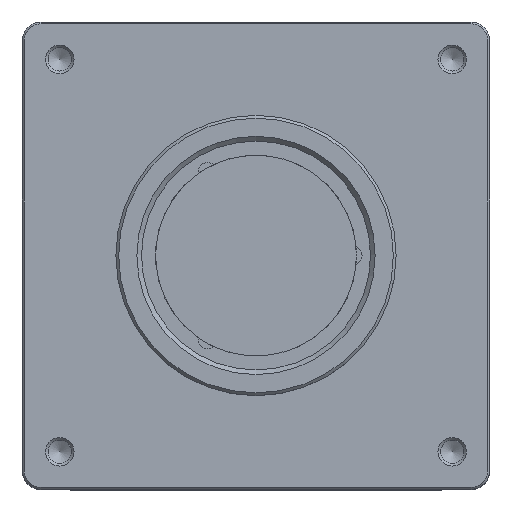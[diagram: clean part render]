
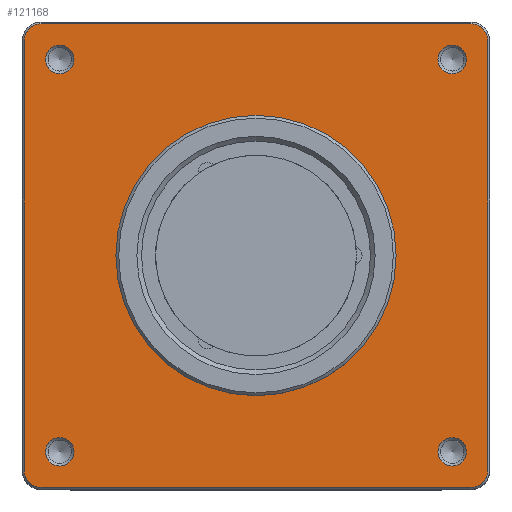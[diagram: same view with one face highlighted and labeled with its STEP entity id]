
A CAD part, top view. The second image highlights one B-rep face of the part: STEP entity #121168.
In plain terms, the highlighted planar face has unit normal (0, 0, 1).
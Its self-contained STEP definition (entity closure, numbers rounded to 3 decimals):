
#1280 = AXIS2_PLACEMENT_3D ( 'NONE', #133892, #28497, #81114 ) ;
#3255 = DIRECTION ( 'NONE',  ( 0., 0., 1. ) ) ;
#3309 = DIRECTION ( 'NONE',  ( 0., 0., 1. ) ) ;
#4768 = CARTESIAN_POINT ( 'NONE',  ( 24.8, 23., 10. ) ) ;
#5009 = EDGE_CURVE ( 'NONE', #9033, #9033, #135822, .T. ) ;
#5718 = CIRCLE ( 'NONE', #42121, 1.8 ) ;
#7323 = ORIENTED_EDGE ( 'NONE', *, *, #105496, .T. ) ;
#8970 = VERTEX_POINT ( 'NONE', #72608 ) ;
#9033 = VERTEX_POINT ( 'NONE', #44401 ) ;
#10266 = EDGE_CURVE ( 'NONE', #87533, #98441, #44165, .T. ) ;
#10714 = DIRECTION ( 'NONE',  ( 1., 0., 0. ) ) ;
#16943 = VERTEX_POINT ( 'NONE', #60298 ) ;
#16963 = DIRECTION ( 'NONE',  ( 1., 0., 0. ) ) ;
#20247 = PLANE ( 'NONE',  #136307 ) ;
#20948 = CARTESIAN_POINT ( 'NONE',  ( 23., 23., 10. ) ) ;
#23823 = VECTOR ( 'NONE', #127818, 1000. ) ;
#25127 = DIRECTION ( 'NONE',  ( 0., 0., 1. ) ) ;
#25822 = CARTESIAN_POINT ( 'NONE',  ( 0., 0., 10. ) ) ;
#28497 = DIRECTION ( 'NONE',  ( 0., 0., 1. ) ) ;
#30266 = CARTESIAN_POINT ( 'NONE',  ( 23., 24.8, 10. ) ) ;
#31314 = VECTOR ( 'NONE', #95930, 1000. ) ;
#31897 = EDGE_LOOP ( 'NONE', ( #62040 ) ) ;
#34289 = AXIS2_PLACEMENT_3D ( 'NONE', #37638, #136598, #61771 ) ;
#37111 = ORIENTED_EDGE ( 'NONE', *, *, #58662, .T. ) ;
#37543 = DIRECTION ( 'NONE',  ( 0., 1., 0. ) ) ;
#37638 = CARTESIAN_POINT ( 'NONE',  ( -21., 21., 10. ) ) ;
#38168 = DIRECTION ( 'NONE',  ( -1., 0., 0. ) ) ;
#41308 = ORIENTED_EDGE ( 'NONE', *, *, #105777, .T. ) ;
#42121 = AXIS2_PLACEMENT_3D ( 'NONE', #98436, #87670, #78407 ) ;
#43726 = FACE_BOUND ( 'NONE', #49022, .T. ) ;
#44165 = LINE ( 'NONE', #54114, #103441 ) ;
#44308 = EDGE_CURVE ( 'NONE', #118350, #58504, #70418, .T. ) ;
#44401 = CARTESIAN_POINT ( 'NONE',  ( -19.475, -21., 10. ) ) ;
#45724 = ORIENTED_EDGE ( 'NONE', *, *, #59332, .T. ) ;
#46130 = DIRECTION ( 'NONE',  ( 0., 0., 1. ) ) ;
#47296 = CIRCLE ( 'NONE', #51799, 15. ) ;
#49022 = EDGE_LOOP ( 'NONE', ( #119471 ) ) ;
#51799 = AXIS2_PLACEMENT_3D ( 'NONE', #25822, #25127, #79156 ) ;
#52988 = DIRECTION ( 'NONE',  ( 0., 0., -1. ) ) ;
#53129 = EDGE_CURVE ( 'NONE', #16943, #16943, #90277, .T. ) ;
#53206 = CIRCLE ( 'NONE', #123704, 1.8 ) ;
#53672 = ORIENTED_EDGE ( 'NONE', *, *, #110750, .F. ) ;
#53891 = CARTESIAN_POINT ( 'NONE',  ( -24.8, 23., 10. ) ) ;
#54114 = CARTESIAN_POINT ( 'NONE',  ( 23., -24.8, 10. ) ) ;
#54667 = DIRECTION ( 'NONE',  ( 1., 0., 0. ) ) ;
#55004 = CIRCLE ( 'NONE', #34289, 1.525 ) ;
#58504 = VERTEX_POINT ( 'NONE', #137253 ) ;
#58662 = EDGE_CURVE ( 'NONE', #68259, #87533, #53206, .T. ) ;
#58748 = LINE ( 'NONE', #30266, #23823 ) ;
#59332 = EDGE_CURVE ( 'NONE', #58504, #8970, #58748, .T. ) ;
#60298 = CARTESIAN_POINT ( 'NONE',  ( 22.525, 21., 10. ) ) ;
#61771 = DIRECTION ( 'NONE',  ( 1., 0., 0. ) ) ;
#62040 = ORIENTED_EDGE ( 'NONE', *, *, #53129, .F. ) ;
#63181 = CIRCLE ( 'NONE', #126949, 1.8 ) ;
#63635 = DIRECTION ( 'NONE',  ( -1., 0., 0. ) ) ;
#63688 = VERTEX_POINT ( 'NONE', #93647 ) ;
#66988 = ORIENTED_EDGE ( 'NONE', *, *, #79050, .T. ) ;
#67482 = CARTESIAN_POINT ( 'NONE',  ( -21., -21., 10. ) ) ;
#68259 = VERTEX_POINT ( 'NONE', #96912 ) ;
#68628 = ORIENTED_EDGE ( 'NONE', *, *, #132670, .T. ) ;
#68999 = VERTEX_POINT ( 'NONE', #139659 ) ;
#70418 = CIRCLE ( 'NONE', #77242, 1.8 ) ;
#72608 = CARTESIAN_POINT ( 'NONE',  ( -23., 24.8, 10. ) ) ;
#74513 = DIRECTION ( 'NONE',  ( 0., 0., 1. ) ) ;
#75708 = FACE_BOUND ( 'NONE', #123295, .T. ) ;
#76027 = CARTESIAN_POINT ( 'NONE',  ( -24.8, 23., 10. ) ) ;
#77242 = AXIS2_PLACEMENT_3D ( 'NONE', #130080, #74513, #98018 ) ;
#77300 = CARTESIAN_POINT ( 'NONE',  ( -19.475, 21., 10. ) ) ;
#78407 = DIRECTION ( 'NONE',  ( -1., 0., 0. ) ) ;
#78968 = ORIENTED_EDGE ( 'NONE', *, *, #103970, .F. ) ;
#79050 = EDGE_CURVE ( 'NONE', #8970, #98880, #5718, .T. ) ;
#79156 = DIRECTION ( 'NONE',  ( -1., 0., 0. ) ) ;
#81114 = DIRECTION ( 'NONE',  ( 1., 0., 0. ) ) ;
#82147 = EDGE_LOOP ( 'NONE', ( #78968 ) ) ;
#87099 = VERTEX_POINT ( 'NONE', #132006 ) ;
#87533 = VERTEX_POINT ( 'NONE', #116348 ) ;
#87670 = DIRECTION ( 'NONE',  ( 0., 0., 1. ) ) ;
#89939 = EDGE_CURVE ( 'NONE', #131466, #131466, #55004, .T. ) ;
#90277 = CIRCLE ( 'NONE', #92652, 1.525 ) ;
#92652 = AXIS2_PLACEMENT_3D ( 'NONE', #100970, #46130, #54667 ) ;
#93647 = CARTESIAN_POINT ( 'NONE',  ( 22.525, -21., 10. ) ) ;
#95930 = DIRECTION ( 'NONE',  ( 0., -1., 0. ) ) ;
#96912 = CARTESIAN_POINT ( 'NONE',  ( -24.8, -23., 10. ) ) ;
#98018 = DIRECTION ( 'NONE',  ( -1., 0., 0. ) ) ;
#98436 = CARTESIAN_POINT ( 'NONE',  ( -23., 23., 10. ) ) ;
#98441 = VERTEX_POINT ( 'NONE', #114205 ) ;
#98880 = VERTEX_POINT ( 'NONE', #76027 ) ;
#100118 = DIRECTION ( 'NONE',  ( -1., 0., 0. ) ) ;
#100970 = CARTESIAN_POINT ( 'NONE',  ( 21., 21., 10. ) ) ;
#101442 = CIRCLE ( 'NONE', #1280, 1.525 ) ;
#101538 = VECTOR ( 'NONE', #37543, 1000. ) ;
#103441 = VECTOR ( 'NONE', #10714, 1000. ) ;
#103970 = EDGE_CURVE ( 'NONE', #63688, #63688, #101442, .T. ) ;
#105496 = EDGE_CURVE ( 'NONE', #98880, #68259, #116590, .T. ) ;
#105777 = EDGE_CURVE ( 'NONE', #98441, #68999, #63181, .T. ) ;
#108457 = AXIS2_PLACEMENT_3D ( 'NONE', #67482, #110929, #16963 ) ;
#110750 = EDGE_CURVE ( 'NONE', #87099, #87099, #47296, .T. ) ;
#110929 = DIRECTION ( 'NONE',  ( 0., 0., 1. ) ) ;
#114205 = CARTESIAN_POINT ( 'NONE',  ( 23., -24.8, 10. ) ) ;
#116348 = CARTESIAN_POINT ( 'NONE',  ( -23., -24.8, 10. ) ) ;
#116590 = LINE ( 'NONE', #53891, #31314 ) ;
#117749 = FACE_BOUND ( 'NONE', #134303, .T. ) ;
#118350 = VERTEX_POINT ( 'NONE', #131929 ) ;
#119471 = ORIENTED_EDGE ( 'NONE', *, *, #5009, .F. ) ;
#121168 = ADVANCED_FACE ( 'NONE', ( #75708, #131243, #139173, #43726, #129154, #117749 ), #20247, .F. ) ;
#122170 = EDGE_LOOP ( 'NONE', ( #37111, #131996, #41308, #68628, #140687, #45724, #66988, #7323 ) ) ;
#123295 = EDGE_LOOP ( 'NONE', ( #129895 ) ) ;
#123529 = CARTESIAN_POINT ( 'NONE',  ( -23., -23., 10. ) ) ;
#123704 = AXIS2_PLACEMENT_3D ( 'NONE', #123529, #3255, #100118 ) ;
#125727 = CARTESIAN_POINT ( 'NONE',  ( 23., -23., 10. ) ) ;
#126949 = AXIS2_PLACEMENT_3D ( 'NONE', #125727, #3309, #38168 ) ;
#127818 = DIRECTION ( 'NONE',  ( -1., 0., 0. ) ) ;
#129154 = FACE_OUTER_BOUND ( 'NONE', #122170, .T. ) ;
#129895 = ORIENTED_EDGE ( 'NONE', *, *, #89939, .F. ) ;
#130080 = CARTESIAN_POINT ( 'NONE',  ( 23., 23., 10. ) ) ;
#131243 = FACE_BOUND ( 'NONE', #31897, .T. ) ;
#131466 = VERTEX_POINT ( 'NONE', #77300 ) ;
#131929 = CARTESIAN_POINT ( 'NONE',  ( 24.8, 23., 10. ) ) ;
#131996 = ORIENTED_EDGE ( 'NONE', *, *, #10266, .T. ) ;
#132006 = CARTESIAN_POINT ( 'NONE',  ( -15., 0., 10. ) ) ;
#132262 = LINE ( 'NONE', #4768, #101538 ) ;
#132670 = EDGE_CURVE ( 'NONE', #68999, #118350, #132262, .T. ) ;
#133892 = CARTESIAN_POINT ( 'NONE',  ( 21., -21., 10. ) ) ;
#134303 = EDGE_LOOP ( 'NONE', ( #53672 ) ) ;
#135822 = CIRCLE ( 'NONE', #108457, 1.525 ) ;
#136307 = AXIS2_PLACEMENT_3D ( 'NONE', #20948, #52988, #63635 ) ;
#136598 = DIRECTION ( 'NONE',  ( 0., 0., 1. ) ) ;
#137253 = CARTESIAN_POINT ( 'NONE',  ( 23., 24.8, 10. ) ) ;
#139173 = FACE_BOUND ( 'NONE', #82147, .T. ) ;
#139659 = CARTESIAN_POINT ( 'NONE',  ( 24.8, -23., 10. ) ) ;
#140687 = ORIENTED_EDGE ( 'NONE', *, *, #44308, .T. ) ;
